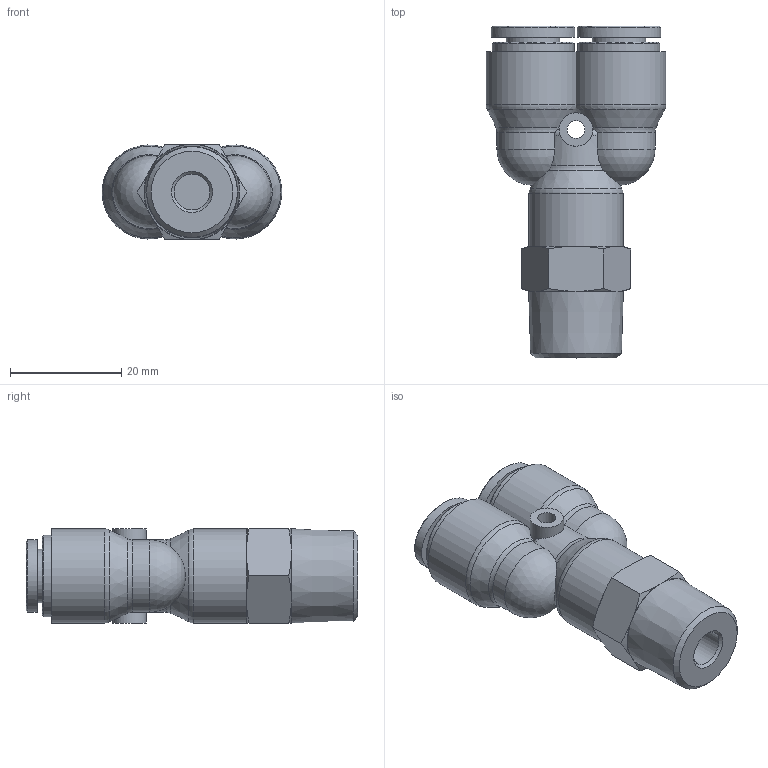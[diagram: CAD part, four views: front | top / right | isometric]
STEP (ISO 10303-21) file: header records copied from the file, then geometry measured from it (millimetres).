
FILE_DESCRIPTION((''),'2;1');
FILE_NAME('HR-PWT 0803.stp','2020-03-19T16:09:59',('user'),(''),'Autodesk Inventor 2013','Autodesk Inventor 2013','');
FILE_SCHEMA(('AUTOMOTIVE_DESIGN { 1 0 10303 214 1 1 1 1 }'));
Length unit declared in the file: millimetre
Products named in the file (6): 조립품4 (세부 수준1); HR-PY 08 BODY; HR-COLLAR 08; HR-Collar 08L(SUS); HR-SLEEVE 08; HR-PL BODY 0803
Assembly tree (6 placements, depth 3):
  조립품4 (세부 수준1)
    HR-PY 08 BODY
    HR-COLLAR 08  x2
      HR-Collar 08L(SUS)
      HR-SLEEVE 08
    HR-PL BODY 0803
Bounding box: 32.3 x 59.6 x 17 mm (x, y, z)
Volume: 13920.9 mm3; surface area: 7952.4 mm2
Topology: 6 solids, 6 shells, 390 faces, 1009 edges, 668 vertices
Faces by surface type: plane 189, bspline 142, cone 24, cylinder 22, torus 11, sphere 2
Full cylindrical faces by diameter (mm): 3.2 x1, 6 x2, 6.4 x1, 8.2 x7, 9.6 x2, 14.7 x2, 16.9 x1
Entity records: 7676 total; most frequent: CARTESIAN_POINT 2566, ORIENTED_EDGE 1134, DIRECTION 781, EDGE_CURVE 567, VERTEX_POINT 386, VECTOR 287, LINE 287, EDGE_LOOP 279
